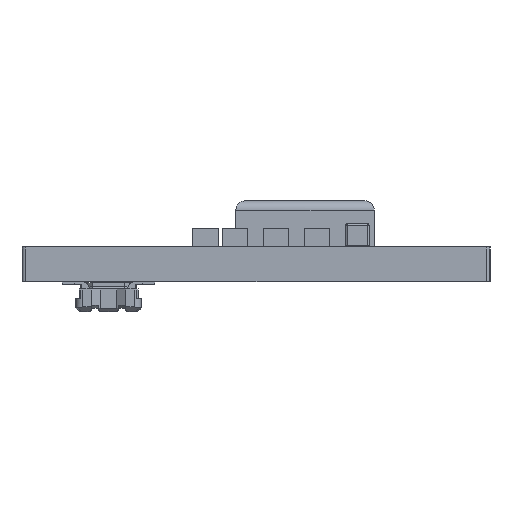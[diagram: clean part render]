
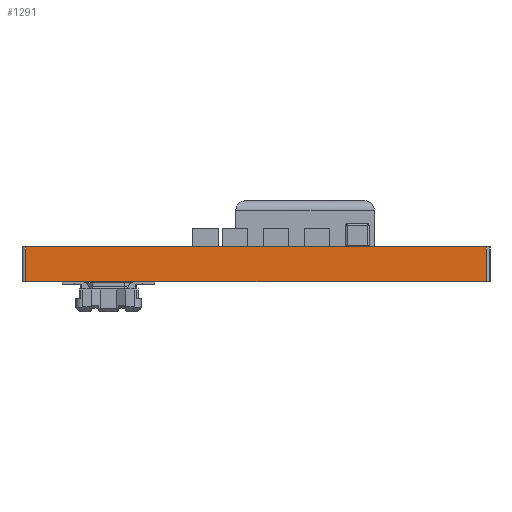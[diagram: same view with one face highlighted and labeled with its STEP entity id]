
A CAD part, left-side view. The second image highlights one B-rep face of the part: STEP entity #1291.
In plain terms, the highlighted planar face has unit normal (-1, 0, 0).
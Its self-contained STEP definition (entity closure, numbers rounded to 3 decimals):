
#98 = EDGE_CURVE('',#99,#101,#103,.T.);
#99 = VERTEX_POINT('',#100);
#100 = CARTESIAN_POINT('',(-0.077,0.,0.));
#101 = VERTEX_POINT('',#102);
#102 = CARTESIAN_POINT('',(-0.077,0.,0.752));
#103 = LINE('',#104,#105);
#104 = CARTESIAN_POINT('',(-0.077,0.,0.));
#105 = VECTOR('',#106,1.);
#106 = DIRECTION('',(0.,0.,1.));
#1264 = VERTEX_POINT('',#1265);
#1265 = CARTESIAN_POINT('',(-0.077,10.,0.752));
#1272 = EDGE_CURVE('',#1273,#1264,#1275,.T.);
#1273 = VERTEX_POINT('',#1274);
#1274 = CARTESIAN_POINT('',(-0.077,10.,0.));
#1275 = LINE('',#1276,#1277);
#1276 = CARTESIAN_POINT('',(-0.077,10.,0.));
#1277 = VECTOR('',#1278,1.);
#1278 = DIRECTION('',(0.,0.,1.));
#1291 = ADVANCED_FACE('',(#1292),#1308,.F.);
#1292 = FACE_BOUND('',#1293,.F.);
#1293 = EDGE_LOOP('',(#1294,#1295,#1301,#1302));
#1294 = ORIENTED_EDGE('',*,*,#1272,.T.);
#1295 = ORIENTED_EDGE('',*,*,#1296,.T.);
#1296 = EDGE_CURVE('',#1264,#101,#1297,.T.);
#1297 = LINE('',#1298,#1299);
#1298 = CARTESIAN_POINT('',(-0.077,10.,0.752));
#1299 = VECTOR('',#1300,1.);
#1300 = DIRECTION('',(0.,-1.,0.));
#1301 = ORIENTED_EDGE('',*,*,#98,.F.);
#1302 = ORIENTED_EDGE('',*,*,#1303,.F.);
#1303 = EDGE_CURVE('',#1273,#99,#1304,.T.);
#1304 = LINE('',#1305,#1306);
#1305 = CARTESIAN_POINT('',(-0.077,10.,0.));
#1306 = VECTOR('',#1307,1.);
#1307 = DIRECTION('',(0.,-1.,0.));
#1308 = PLANE('',#1309);
#1309 = AXIS2_PLACEMENT_3D('',#1310,#1311,#1312);
#1310 = CARTESIAN_POINT('',(-0.077,10.,0.));
#1311 = DIRECTION('',(1.,0.,0.));
#1312 = DIRECTION('',(0.,-1.,0.));
